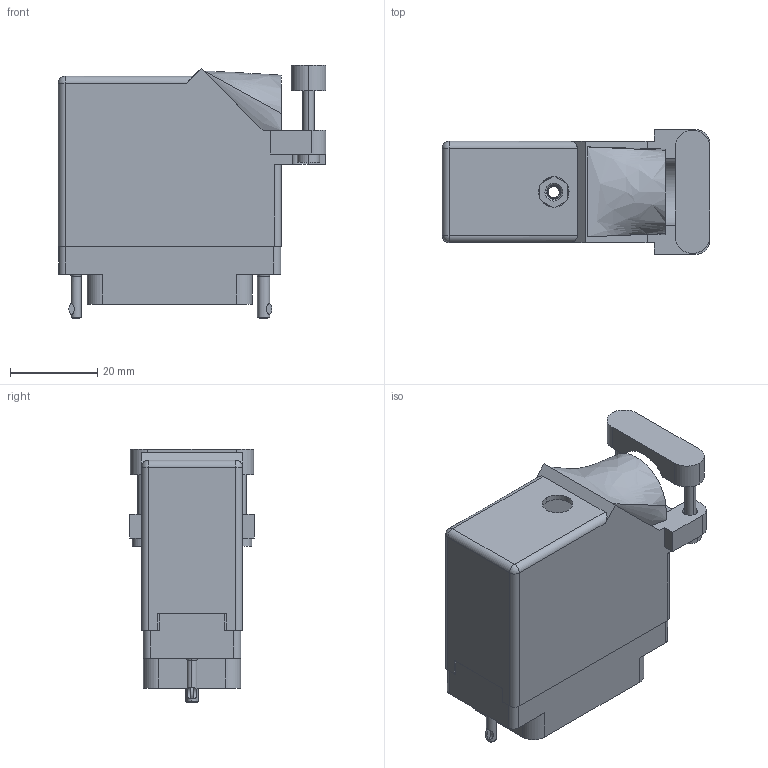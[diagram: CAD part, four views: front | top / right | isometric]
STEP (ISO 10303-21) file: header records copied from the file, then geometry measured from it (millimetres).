
FILE_DESCRIPTION (( 'STEP AP203' ), '1' );
FILE_NAME ('516-038-000-542.STEP', '2020-03-09T18:57:10', ( '' ), ( '' ), 'SwSTEP 2.0', 'SolidWorks 2016', '' );
FILE_SCHEMA (( 'CONFIG_CONTROL_DESIGN' ));
Length unit declared in the file: inch
Products named in the file (7): 516-252-035-100_516-252-035-100; 516-230-001_Plastic - 038 Side Entry - Large Clamp; 516-038-000-542; 516-222-038-102_038; 516-252-021-102_038; 516-222-038-102_039; 516 Plug Insulator_038
Assembly tree (7 placements, depth 2):
  516-038-000-542
    516 Plug Insulator_038
    516-230-001_Plastic - 038 Side Entry - Large Clamp
    516-252-021-102_038  x2
    516-222-038-102_038
    516-252-035-100_516-252-035-100
    516-222-038-102_039
Bounding box: 61.21 x 28.57 x 58.01 mm (x, y, z)
Volume: 20272.6 mm3; surface area: 26936.8 mm2
Topology: 7 solids, 7 shells, 1204 faces, 3422 edges, 2258 vertices
Faces by surface type: plane 741, cylinder 366, cone 46, bspline 45, torus 4, sphere 2
Entity records: 45657 total; most frequent: CARTESIAN_POINT 14051, ORIENTED_EDGE 6660, DIRECTION 6241, EDGE_CURVE 3330, LINE 2255, VECTOR 2255, VERTEX_POINT 2198, AXIS2_PLACEMENT_3D 1993
